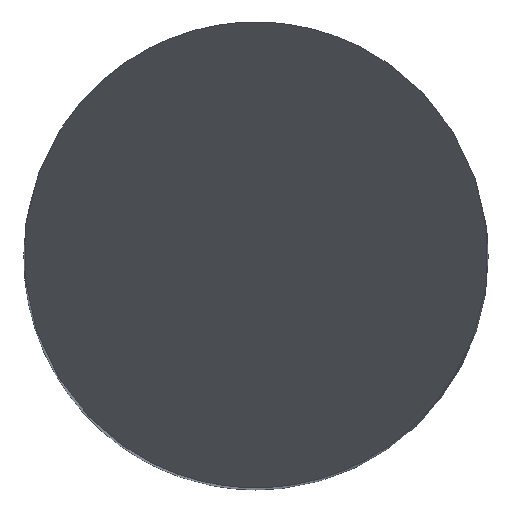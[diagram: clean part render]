
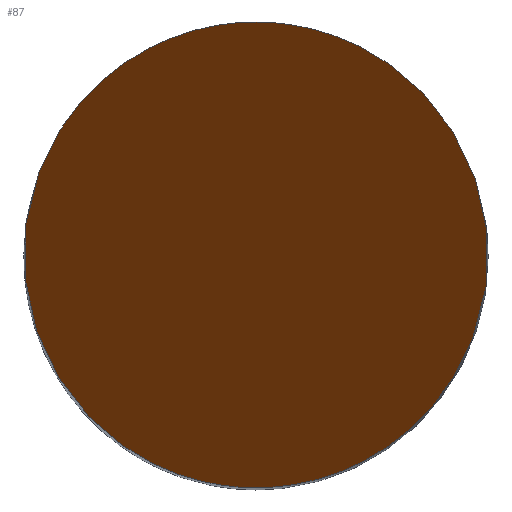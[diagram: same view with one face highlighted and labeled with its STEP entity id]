
A CAD part, top view. The second image highlights one B-rep face of the part: STEP entity #87.
In plain terms, the highlighted planar face has unit normal (0, -0.866, 0.5).
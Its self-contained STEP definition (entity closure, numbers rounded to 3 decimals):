
#53=PLANE('',#687);
#87=ADVANCED_FACE('',(#128),#53,.F.);
#128=FACE_OUTER_BOUND('',#163,.T.);
#163=EDGE_LOOP('',(#360,#361));
#360=ORIENTED_EDGE('',*,*,#523,.T.);
#361=ORIENTED_EDGE('',*,*,#542,.T.);
#465=VERTEX_POINT('',#953);
#466=VERTEX_POINT('',#958);
#523=EDGE_CURVE('',#466,#465,#615,.T.);
#542=EDGE_CURVE('',#465,#466,#616,.T.);
#615=(
BOUNDED_CURVE()
B_SPLINE_CURVE(3,(#954,#955,#956,#957),.UNSPECIFIED.,.F.,.F.)
B_SPLINE_CURVE_WITH_KNOTS((4,4),(0.,1.),.UNSPECIFIED.)
CURVE()
GEOMETRIC_REPRESENTATION_ITEM()
RATIONAL_B_SPLINE_CURVE((1.,0.333,0.333,1.))
REPRESENTATION_ITEM('')
);
#616=(
BOUNDED_CURVE()
B_SPLINE_CURVE(3,(#1022,#1023,#1024,#1025),.UNSPECIFIED.,.F.,.F.)
B_SPLINE_CURVE_WITH_KNOTS((4,4),(0.,1.),.UNSPECIFIED.)
CURVE()
GEOMETRIC_REPRESENTATION_ITEM()
RATIONAL_B_SPLINE_CURVE((1.,0.333,0.333,1.))
REPRESENTATION_ITEM('')
);
#687=AXIS2_PLACEMENT_3D('',#1103,#772,#773);
#772=DIRECTION('',(0.,0.866,-0.5));
#773=DIRECTION('',(0.,-0.5,-0.866));
#953=CARTESIAN_POINT('',(0.,-2.,-3.464));
#954=CARTESIAN_POINT('',(0.,2.,3.464));
#955=CARTESIAN_POINT('',(-4.,2.,3.464));
#956=CARTESIAN_POINT('',(-4.,-2.,-3.464));
#957=CARTESIAN_POINT('',(0.,-2.,-3.464));
#958=CARTESIAN_POINT('',(0.,2.,3.464));
#1022=CARTESIAN_POINT('',(0.,-2.,-3.464));
#1023=CARTESIAN_POINT('',(4.,-2.,-3.464));
#1024=CARTESIAN_POINT('',(4.,2.,3.464));
#1025=CARTESIAN_POINT('',(0.,2.,3.464));
#1103=CARTESIAN_POINT('',(5.,2.,3.464));
